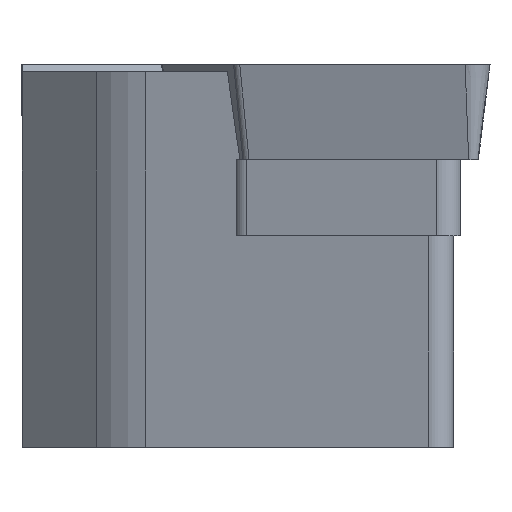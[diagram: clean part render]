
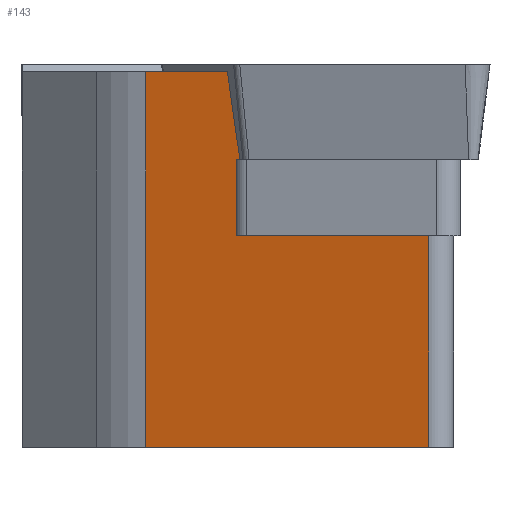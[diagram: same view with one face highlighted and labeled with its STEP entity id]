
A CAD part, left-side view. The second image highlights one B-rep face of the part: STEP entity #143.
In plain terms, the highlighted planar face has unit normal (-0.954, 0.301, 0).
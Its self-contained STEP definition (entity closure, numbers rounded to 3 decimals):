
#118=PLANE('',#740);
#143=ADVANCED_FACE('',(#186),#118,.F.);
#186=FACE_OUTER_BOUND('',#220,.T.);
#220=EDGE_LOOP('',(#399,#400,#401,#402,#403,#404,#405,#406));
#263=LINE('',#1001,#326);
#264=LINE('',#1005,#327);
#265=LINE('',#1007,#328);
#266=LINE('',#1009,#329);
#267=LINE('',#1011,#330);
#268=LINE('',#1013,#331);
#269=LINE('',#1015,#332);
#270=LINE('',#1017,#333);
#326=VECTOR('',#814,1.);
#327=VECTOR('',#819,1.);
#328=VECTOR('',#820,1.);
#329=VECTOR('',#821,1.);
#330=VECTOR('',#822,1.);
#331=VECTOR('',#823,1.);
#332=VECTOR('',#824,1.);
#333=VECTOR('',#825,1.);
#399=ORIENTED_EDGE('',*,*,#634,.F.);
#400=ORIENTED_EDGE('',*,*,#635,.T.);
#401=ORIENTED_EDGE('',*,*,#636,.T.);
#402=ORIENTED_EDGE('',*,*,#637,.T.);
#403=ORIENTED_EDGE('',*,*,#638,.F.);
#404=ORIENTED_EDGE('',*,*,#639,.F.);
#405=ORIENTED_EDGE('',*,*,#640,.F.);
#406=ORIENTED_EDGE('',*,*,#632,.T.);
#571=VERTEX_POINT('',#1000);
#572=VERTEX_POINT('',#1002);
#573=VERTEX_POINT('',#1006);
#574=VERTEX_POINT('',#1008);
#575=VERTEX_POINT('',#1010);
#576=VERTEX_POINT('',#1012);
#577=VERTEX_POINT('',#1014);
#578=VERTEX_POINT('',#1016);
#632=EDGE_CURVE('',#572,#571,#263,.T.);
#634=EDGE_CURVE('',#573,#571,#264,.T.);
#635=EDGE_CURVE('',#573,#574,#265,.T.);
#636=EDGE_CURVE('',#574,#575,#266,.T.);
#637=EDGE_CURVE('',#575,#576,#267,.T.);
#638=EDGE_CURVE('',#577,#576,#268,.T.);
#639=EDGE_CURVE('',#578,#577,#269,.T.);
#640=EDGE_CURVE('',#572,#578,#270,.T.);
#740=AXIS2_PLACEMENT_3D('',#1018,#826,#827);
#814=DIRECTION('',(0.,0.,1.));
#819=DIRECTION('',(-0.301,-0.954,0.));
#820=DIRECTION('',(0.,0.,1.));
#821=DIRECTION('',(-0.301,-0.954,0.));
#822=DIRECTION('',(0.045,0.141,0.989));
#823=DIRECTION('',(-0.301,-0.954,0.));
#824=DIRECTION('',(0.,0.,1.));
#825=DIRECTION('',(0.301,0.954,0.));
#826=DIRECTION('',(0.954,-0.301,0.));
#827=DIRECTION('',(0.301,0.954,0.));
#1000=CARTESIAN_POINT('',(1.983,-17.013,-7.15));
#1001=CARTESIAN_POINT('',(1.983,-17.013,-30.));
#1002=CARTESIAN_POINT('',(1.983,-17.013,-16.));
#1005=CARTESIAN_POINT('',(1.983,-17.013,-7.15));
#1006=CARTESIAN_POINT('',(4.523,-8.958,-7.15));
#1007=CARTESIAN_POINT('',(4.523,-8.958,-3.97));
#1008=CARTESIAN_POINT('',(4.523,-8.958,-3.97));
#1009=CARTESIAN_POINT('',(1.983,-17.013,-3.97));
#1010=CARTESIAN_POINT('',(4.474,-9.113,-3.97));
#1011=CARTESIAN_POINT('',(4.473,-9.118,-4.005));
#1012=CARTESIAN_POINT('',(4.64,-8.589,-0.3));
#1013=CARTESIAN_POINT('',(1.983,-17.013,-0.3));
#1014=CARTESIAN_POINT('',(5.718,-5.167,-0.3));
#1015=CARTESIAN_POINT('',(5.718,-5.167,-30.));
#1016=CARTESIAN_POINT('',(5.718,-5.167,-16.));
#1017=CARTESIAN_POINT('',(1.983,-17.013,-16.));
#1018=CARTESIAN_POINT('',(1.983,-17.013,-30.));
